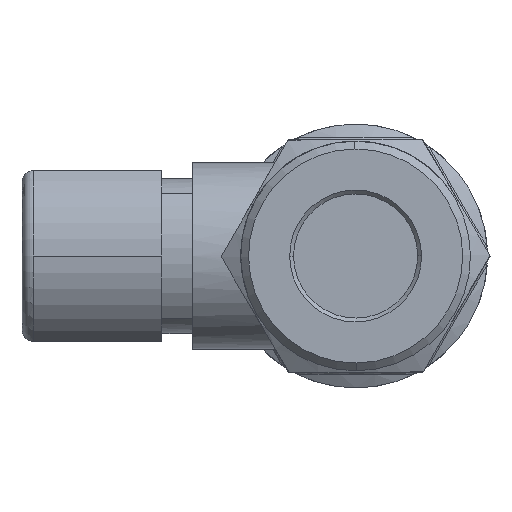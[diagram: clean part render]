
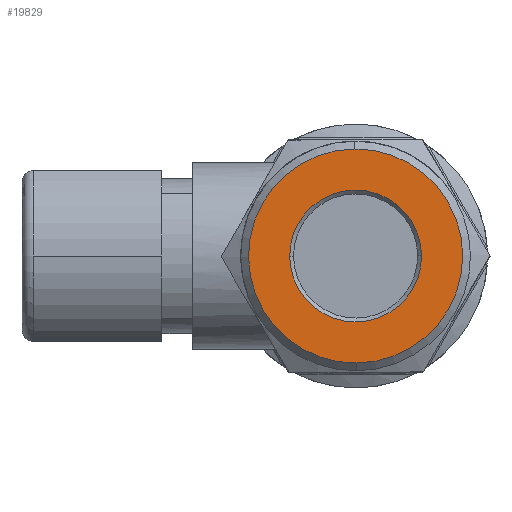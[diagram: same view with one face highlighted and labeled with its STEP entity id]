
A CAD part, left-side view. The second image highlights one B-rep face of the part: STEP entity #19829.
In plain terms, the highlighted planar face has unit normal (-1, 0, 0).
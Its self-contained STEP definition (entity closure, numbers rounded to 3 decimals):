
#3205 = EDGE_CURVE ( 'NONE', #55653, #55644, #51457, .T. ) ;
#3206 = EDGE_CURVE ( 'NONE', #55654, #55650, #51433, .T. ) ;
#10844 = CARTESIAN_POINT ( 'NONE',  ( -17.7, -0.048, -6.9 ) ) ;
#10850 = CARTESIAN_POINT ( 'NONE',  ( -17.7, 4.25, -0.03 ) ) ;
#10853 = CARTESIAN_POINT ( 'NONE',  ( -17.7, 0.048, 6.9 ) ) ;
#10854 = CARTESIAN_POINT ( 'NONE',  ( -17.7, -4.25, 0.03 ) ) ;
#13014 = ORIENTED_EDGE ( 'NONE', *, *, #56501, .F. ) ;
#13015 = ORIENTED_EDGE ( 'NONE', *, *, #3205, .F. ) ;
#13016 = ORIENTED_EDGE ( 'NONE', *, *, #3206, .F. ) ;
#13017 = ORIENTED_EDGE ( 'NONE', *, *, #56499, .F. ) ;
#19829 = ADVANCED_FACE ( 'NONE', ( #51904, #51911 ), #25731, .T. ) ;
#25657 = AXIS2_PLACEMENT_3D ( 'NONE', #32496, #32497, #32498 ) ;
#25659 = AXIS2_PLACEMENT_3D ( 'NONE', #32499, #32500, #32501 ) ;
#25718 = CARTESIAN_POINT ( 'NONE',  ( -17.7, 6.9, -0.048 ) ) ;
#25726 = DIRECTION ( 'NONE',  ( -1., 0., 0. ) ) ;
#25731 = PLANE ( 'NONE',  #42555 ) ;
#25734 = DIRECTION ( 'NONE',  ( 0., 0.007, 1. ) ) ;
#32496 = CARTESIAN_POINT ( 'NONE',  ( -17.7, 0., 0. ) ) ;
#32497 = DIRECTION ( 'NONE',  ( 1., 0., 0. ) ) ;
#32498 = DIRECTION ( 'NONE',  ( 0., -0.007, -1. ) ) ;
#32499 = CARTESIAN_POINT ( 'NONE',  ( -17.7, 0., 0. ) ) ;
#32500 = DIRECTION ( 'NONE',  ( -1., 0., 0. ) ) ;
#32501 = DIRECTION ( 'NONE',  ( 0., -1., 0.007 ) ) ;
#35885 = CARTESIAN_POINT ( 'NONE',  ( -17.7, 0., 0. ) ) ;
#35886 = DIRECTION ( 'NONE',  ( -1., 0., 0. ) ) ;
#35887 = DIRECTION ( 'NONE',  ( 0., -1., 0.007 ) ) ;
#35891 = CARTESIAN_POINT ( 'NONE',  ( -17.7, 0., 0. ) ) ;
#35892 = DIRECTION ( 'NONE',  ( 1., 0., 0. ) ) ;
#35893 = DIRECTION ( 'NONE',  ( 0., -0.007, -1. ) ) ;
#42555 = AXIS2_PLACEMENT_3D ( 'NONE', #25718, #25726, #25734 ) ;
#43412 = CIRCLE ( 'NONE', #48121, 4.25 ) ;
#43421 = CIRCLE ( 'NONE', #48123, 6.9 ) ;
#48121 = AXIS2_PLACEMENT_3D ( 'NONE', #35885, #35886, #35887 ) ;
#48123 = AXIS2_PLACEMENT_3D ( 'NONE', #35891, #35892, #35893 ) ;
#48635 = EDGE_LOOP ( 'NONE', ( #13014, #13015 ) ) ;
#51433 = CIRCLE ( 'NONE', #25659, 4.25 ) ;
#51457 = CIRCLE ( 'NONE', #25657, 6.9 ) ;
#51904 = FACE_OUTER_BOUND ( 'NONE', #48635, .T. ) ;
#51911 = FACE_BOUND ( 'NONE', #56108, .T. ) ;
#55644 = VERTEX_POINT ( 'NONE', #10844 ) ;
#55650 = VERTEX_POINT ( 'NONE', #10850 ) ;
#55653 = VERTEX_POINT ( 'NONE', #10853 ) ;
#55654 = VERTEX_POINT ( 'NONE', #10854 ) ;
#56108 = EDGE_LOOP ( 'NONE', ( #13016, #13017 ) ) ;
#56499 = EDGE_CURVE ( 'NONE', #55650, #55654, #43412, .T. ) ;
#56501 = EDGE_CURVE ( 'NONE', #55644, #55653, #43421, .T. ) ;
